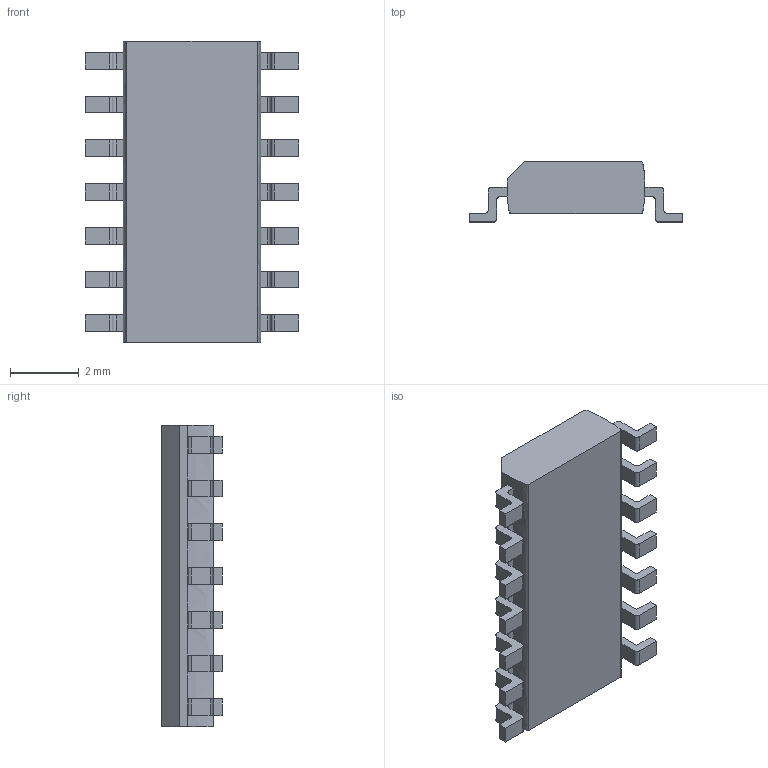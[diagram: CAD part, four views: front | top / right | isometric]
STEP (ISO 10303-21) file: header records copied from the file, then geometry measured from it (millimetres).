
FILE_DESCRIPTION (( 'STEP AP214' ), '1' );
FILE_NAME ('LM339.STEP', '2023-09-18T06:24:31', ( '' ), ( '' ), 'SwSTEP 2.0', 'SolidWorks 2020', '' );
FILE_SCHEMA (( 'AUTOMOTIVE_DESIGN' ));
Length unit declared in the file: millimetre
Products named in the file (1): LM339
Bounding box: 6.2 x 1.75 x 8.75 mm (x, y, z)
Volume: 54 mm3; surface area: 140.5 mm2
Topology: 1 solids, 1 shells, 190 faces, 533 edges, 346 vertices
Faces by surface type: plane 133, cylinder 54, bspline 3
Entity records: 6381 total; most frequent: CARTESIAN_POINT 1398, ORIENTED_EDGE 1066, DIRECTION 943, EDGE_CURVE 533, LINE 351, VECTOR 351, VERTEX_POINT 346, AXIS2_PLACEMENT_3D 296
